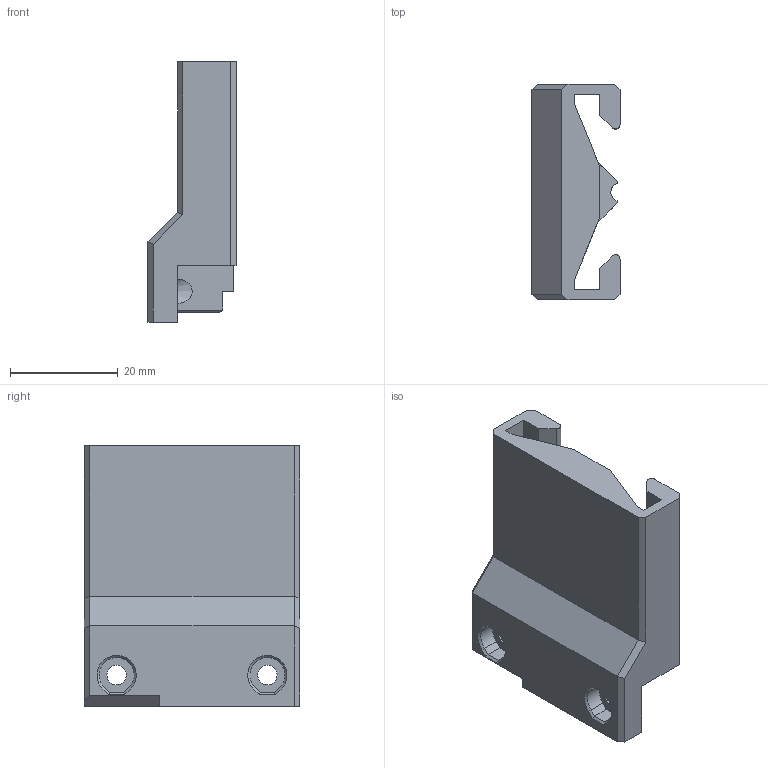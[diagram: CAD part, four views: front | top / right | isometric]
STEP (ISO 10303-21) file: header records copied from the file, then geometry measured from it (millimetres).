
FILE_DESCRIPTION(('FreeCAD Model'),'2;1');
FILE_NAME('Open CASCADE Shape Model','2025-07-31T00:28:27',(''),(''), 'Open CASCADE STEP processor 7.8','FreeCAD','Unknown');
FILE_SCHEMA(('AUTOMOTIVE_DESIGN { 1 0 10303 214 1 1 1 1 }'));
Length unit declared in the file: millimetre
Products named in the file (1): mount_lower_(GBP)
Bounding box: 16.35 x 40 x 48.36 mm (x, y, z)
Volume: 14803.2 mm3; surface area: 7410.5 mm2
Topology: 1 solids, 1 shells, 81 faces, 217 edges, 140 vertices
Faces by surface type: plane 68, cylinder 9, cone 4
Entity records: 5474 total; most frequent: CARTESIAN_POINT 1053, DIRECTION 824, LINE 600, VECTOR 600, ORIENTED_EDGE 434, PCURVE 434, DEFINITIONAL_REPRESENTATION 434, EDGE_CURVE 217
